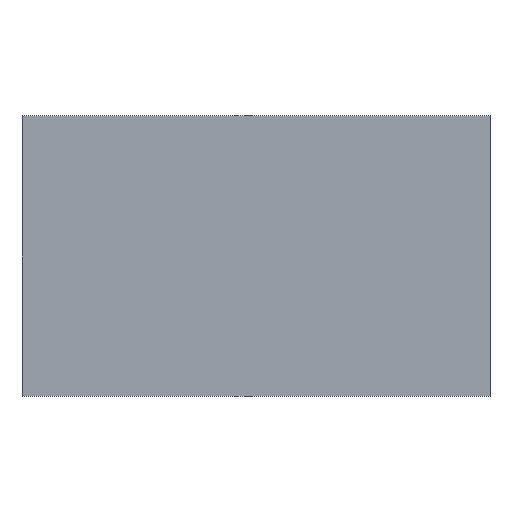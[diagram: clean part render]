
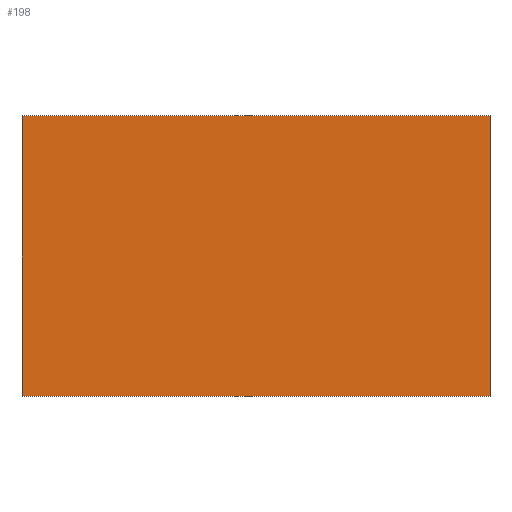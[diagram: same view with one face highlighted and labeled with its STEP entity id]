
A CAD part, top view. The second image highlights one B-rep face of the part: STEP entity #198.
In plain terms, the highlighted planar face has unit normal (0, 0, 1).
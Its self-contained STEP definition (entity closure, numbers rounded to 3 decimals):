
#62=CARTESIAN_POINT('Vertex',(5000.,3000.,2.)) ;
#76=CARTESIAN_POINT('Vertex',(-5000.,3000.,2.)) ;
#79=CARTESIAN_POINT('Line Origine',(0.,3000.,2.)) ;
#107=CARTESIAN_POINT('Vertex',(-5000.,-3000.,2.)) ;
#110=CARTESIAN_POINT('Line Origine',(-5000.,0.,2.)) ;
#138=CARTESIAN_POINT('Vertex',(5000.,-3000.,2.)) ;
#141=CARTESIAN_POINT('Line Origine',(0.,-3000.,2.)) ;
#163=CARTESIAN_POINT('Line Origine',(5000.,0.,2.)) ;
#187=CARTESIAN_POINT('Axis2P3D Location',(0.,0.,2.)) ;
#80=DIRECTION('Vector Direction',(1.,0.,0.)) ;
#111=DIRECTION('Vector Direction',(0.,1.,0.)) ;
#142=DIRECTION('Vector Direction',(-1.,0.,0.)) ;
#164=DIRECTION('Vector Direction',(0.,-1.,0.)) ;
#188=DIRECTION('Axis2P3D Direction',(0.,0.,1.)) ;
#189=DIRECTION('Axis2P3D XDirection',(1.,0.,0.)) ;
#190=AXIS2_PLACEMENT_3D('Plane Axis2P3D',#187,#188,#189) ;
#193=ORIENTED_EDGE('',*,*,#83,.T.) ;
#194=ORIENTED_EDGE('',*,*,#114,.T.) ;
#195=ORIENTED_EDGE('',*,*,#145,.T.) ;
#196=ORIENTED_EDGE('',*,*,#167,.T.) ;
#81=VECTOR('Line Direction',#80,1.) ;
#112=VECTOR('Line Direction',#111,1.) ;
#143=VECTOR('Line Direction',#142,1.) ;
#165=VECTOR('Line Direction',#164,1.) ;
#198=ADVANCED_FACE('PartBody',(#197),#191,.T.) ;
#83=EDGE_CURVE('',#63,#77,#82,.F.) ;
#114=EDGE_CURVE('',#77,#108,#113,.F.) ;
#145=EDGE_CURVE('',#108,#139,#144,.F.) ;
#167=EDGE_CURVE('',#139,#63,#166,.F.) ;
#192=EDGE_LOOP('',(#193,#194,#195,#196)) ;
#197=FACE_OUTER_BOUND('',#192,.T.) ;
#82=LINE('Line',#79,#81) ;
#113=LINE('Line',#110,#112) ;
#144=LINE('Line',#141,#143) ;
#166=LINE('Line',#163,#165) ;
#191=PLANE('',#190) ;
#63=VERTEX_POINT('',#62) ;
#77=VERTEX_POINT('',#76) ;
#108=VERTEX_POINT('',#107) ;
#139=VERTEX_POINT('',#138) ;
